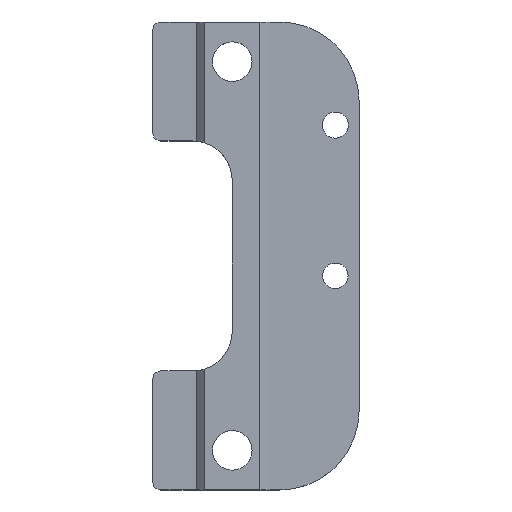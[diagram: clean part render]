
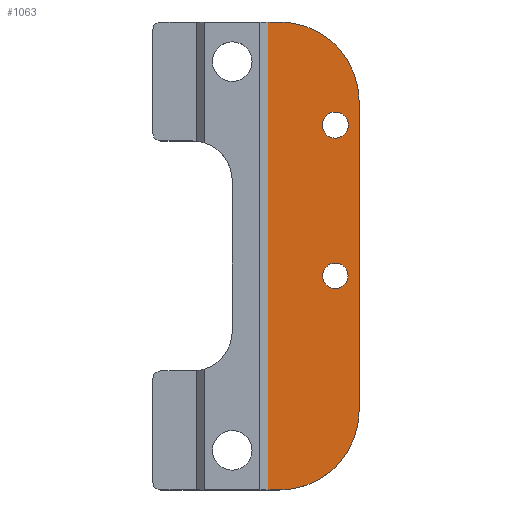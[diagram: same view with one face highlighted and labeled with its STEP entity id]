
A CAD part, top view. The second image highlights one B-rep face of the part: STEP entity #1063.
In plain terms, the highlighted planar face has unit normal (0, 0, 1).
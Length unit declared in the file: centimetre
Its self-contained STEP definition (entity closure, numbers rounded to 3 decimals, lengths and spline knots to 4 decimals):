
#25=FACE_BOUND($,#190,.T.);
#26=FACE_BOUND($,#191,.T.);
#68=PLANE($,#1150);
#121=FACE_OUTER_BOUND($,#189,.T.);
#189=EDGE_LOOP($,(#966,#967,#968,#969,#970,#971));
#190=EDGE_LOOP($,(#972));
#191=EDGE_LOOP($,(#973));
#291=LINE($,#1676,#409);
#314=LINE($,#1736,#432);
#315=LINE($,#1737,#433);
#316=LINE($,#1738,#434);
#409=VECTOR($,#1346,3.9);
#432=VECTOR($,#1427,5.9);
#433=VECTOR($,#1428,0.15);
#434=VECTOR($,#1429,0.15);
#459=CIRCLE($,#1123,0.16);
#460=CIRCLE($,#1125,0.1645);
#461=CIRCLE($,#1144,1.);
#463=CIRCLE($,#1149,1.);
#554=VERTEX_POINT($,#1672);
#555=VERTEX_POINT($,#1674);
#556=VERTEX_POINT($,#1678);
#557=VERTEX_POINT($,#1681);
#558=VERTEX_POINT($,#1718);
#561=VERTEX_POINT($,#1730);
#562=VERTEX_POINT($,#1734);
#563=VERTEX_POINT($,#1735);
#676=EDGE_CURVE($,#554,#555,#291,.F.);
#677=EDGE_CURVE($,#556,#556,#459,.F.);
#678=EDGE_CURVE($,#557,#557,#460,.F.);
#696=EDGE_CURVE($,#554,#558,#461,.T.);
#702=EDGE_CURVE($,#561,#555,#463,.T.);
#704=EDGE_CURVE($,#562,#563,#314,.T.);
#705=EDGE_CURVE($,#558,#563,#315,.T.);
#706=EDGE_CURVE($,#561,#562,#316,.F.);
#966=ORIENTED_EDGE($,*,*,#704,.T.);
#967=ORIENTED_EDGE($,*,*,#705,.F.);
#968=ORIENTED_EDGE($,*,*,#696,.F.);
#969=ORIENTED_EDGE($,*,*,#676,.T.);
#970=ORIENTED_EDGE($,*,*,#702,.F.);
#971=ORIENTED_EDGE($,*,*,#706,.T.);
#972=ORIENTED_EDGE($,*,*,#677,.T.);
#973=ORIENTED_EDGE($,*,*,#678,.T.);
#1063=ADVANCED_FACE($,(#121,#25,#26),#68,.F.);
#1123=AXIS2_PLACEMENT_3D($,#1679,#1349,#1350);
#1125=AXIS2_PLACEMENT_3D($,#1682,#1353,#1354);
#1144=AXIS2_PLACEMENT_3D($,#1719,#1408,#1409);
#1149=AXIS2_PLACEMENT_3D($,#1731,#1422,#1423);
#1150=AXIS2_PLACEMENT_3D($,#1733,#1425,#1426);
#1346=DIRECTION($,(0.,-1.,0.));
#1349=DIRECTION('center_axis',(0.,0.,1.));
#1350=DIRECTION('ref_axis',(-1.,0.,0.));
#1353=DIRECTION('center_axis',(0.,0.,1.));
#1354=DIRECTION('ref_axis',(-1.,0.,0.));
#1408=DIRECTION('center_axis',(0.,0.,-1.));
#1409=DIRECTION('ref_axis',(0.707,-0.707,0.));
#1422=DIRECTION('center_axis',(0.,0.,-1.));
#1423=DIRECTION('ref_axis',(0.707,0.707,0.));
#1425=DIRECTION('center_axis',(0.,0.,-1.));
#1426=DIRECTION('ref_axis',(-1.,0.,0.));
#1427=DIRECTION($,(0.,-1.,0.));
#1428=DIRECTION($,(-1.,0.,0.));
#1429=DIRECTION($,(1.,0.,0.));
#1672=CARTESIAN_POINT('',(1.,0.,0.));
#1674=CARTESIAN_POINT('',(1.,3.9,0.));
#1676=CARTESIAN_POINT($,(1.,0.975,0.));
#1678=CARTESIAN_POINT('',(0.86,1.7,0.));
#1679=CARTESIAN_POINT('Origin',(0.7,1.7,0.));
#1681=CARTESIAN_POINT('',(0.8645,3.6,0.));
#1682=CARTESIAN_POINT('Origin',(0.7,3.6,0.));
#1718=CARTESIAN_POINT('',(0.,-1.,0.));
#1719=CARTESIAN_POINT('Origin',(0.,0.,0.));
#1730=CARTESIAN_POINT('',(0.,4.9,0.));
#1731=CARTESIAN_POINT('Origin',(0.,3.9,0.));
#1733=CARTESIAN_POINT('Origin',(0.2,1.95,0.));
#1734=CARTESIAN_POINT('',(-0.15,4.9,0.));
#1735=CARTESIAN_POINT('',(-0.15,-1.,0.));
#1736=CARTESIAN_POINT($,(-0.15,0.6,0.));
#1737=CARTESIAN_POINT($,(-0.2,-1.,0.));
#1738=CARTESIAN_POINT($,(0.6,4.9,0.));
